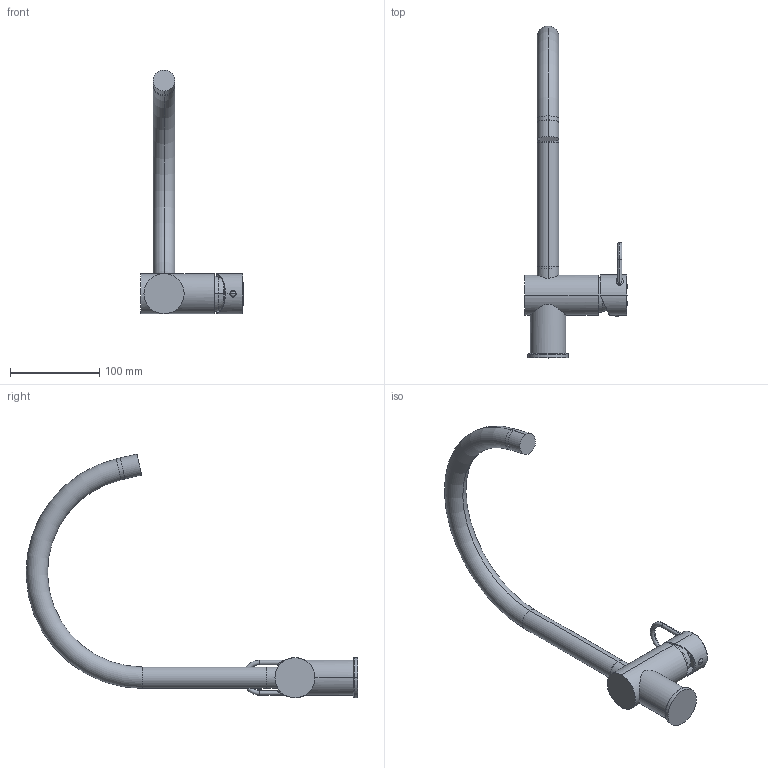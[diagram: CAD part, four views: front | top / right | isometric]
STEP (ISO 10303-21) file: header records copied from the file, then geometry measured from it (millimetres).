
FILE_DESCRIPTION((''),'2;1');
FILE_NAME('JK180CR-SCD','2023-01-24T08:15:27',('alberto.gaboardi'),('PAFFONI SpA'),'CREO PARAMETRIC BY PTC INC, 2022124','CREO PARAMETRIC BY PTC INC, 2022124','');
FILE_SCHEMA(('CONFIG_CONTROL_DESIGN','SHAPE_APPEARANCE_LAYERS_GROUPS'));
Length unit declared in the file: millimetre
Products named in the file (1): JK180CR-SCD
Bounding box: 114.49 x 370.96 x 272.52 mm (x, y, z)
Volume: 222878.2 mm3; surface area: 120793.3 mm2
Topology: 3 solids, 3 shells, 298 faces, 687 edges, 396 vertices
Faces by surface type: cylinder 119, cone 95, plane 56, torus 18, bspline 8, sphere 2
Entity records: 13513 total; most frequent: CARTESIAN_POINT 4810, DIRECTION 1430, ORIENTED_EDGE 1298, EDGE_CURVE 649, AXIS2_PLACEMENT_3D 580, VERTEX_POINT 396, EDGE_LOOP 345, FACE_OUTER_BOUND 298
